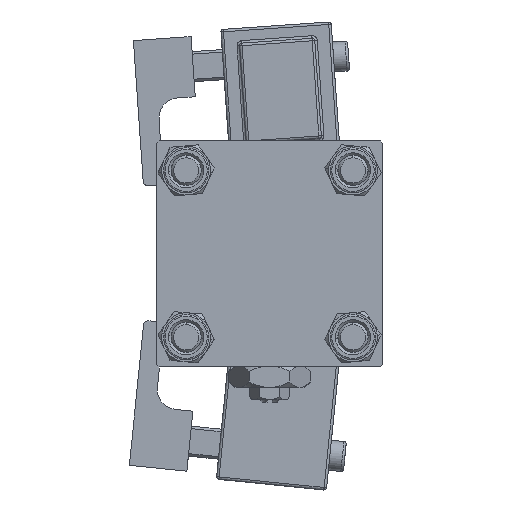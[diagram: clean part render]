
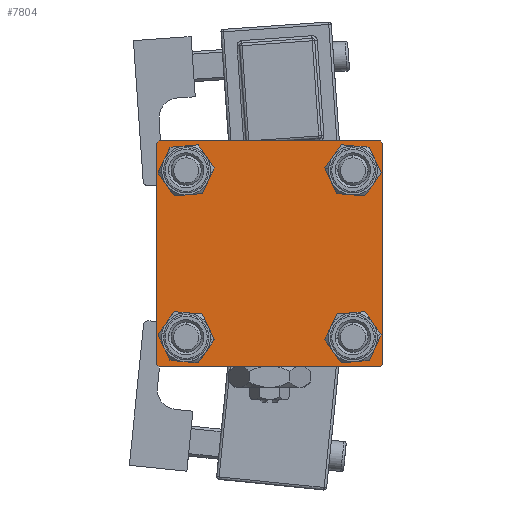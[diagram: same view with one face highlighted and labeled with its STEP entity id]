
A CAD part, left-side view. The second image highlights one B-rep face of the part: STEP entity #7804.
In plain terms, the highlighted planar face has unit normal (-1, 0, 0).
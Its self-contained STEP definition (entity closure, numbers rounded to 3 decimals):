
#26 = ORIENTED_EDGE ( 'NONE', *, *, #14769, .T. ) ;
#478 = VERTEX_POINT ( 'NONE', #26734 ) ;
#858 = LINE ( 'NONE', #48718, #44196 ) ;
#1182 = DIRECTION ( 'NONE',  ( 1., 0., 0. ) ) ;
#1183 = CIRCLE ( 'NONE', #51887, 3.5 ) ;
#1232 = FACE_BOUND ( 'NONE', #26028, .T. ) ;
#1416 = EDGE_CURVE ( 'NONE', #12298, #47079, #25877, .T. ) ;
#2131 = CARTESIAN_POINT ( 'NONE',  ( 0., -16.6, -20.1 ) ) ;
#2458 = CIRCLE ( 'NONE', #8640, 3.5 ) ;
#2709 = DIRECTION ( 'NONE',  ( 1., 0., 0. ) ) ;
#2784 = DIRECTION ( 'NONE',  ( 1., 0., 0. ) ) ;
#4548 = DIRECTION ( 'NONE',  ( 0., 0.707, 0.707 ) ) ;
#5187 = EDGE_CURVE ( 'NONE', #12298, #15362, #57195, .T. ) ;
#5329 = EDGE_CURVE ( 'NONE', #61843, #51447, #1183, .T. ) ;
#7220 = DIRECTION ( 'NONE',  ( 0., 0., 1. ) ) ;
#7804 = ADVANCED_FACE ( 'NONE', ( #44570, #1232, #58786, #39730, #49750 ), #40047, .T. ) ;
#7957 = EDGE_CURVE ( 'NONE', #39793, #10967, #36758, .T. ) ;
#7995 = ORIENTED_EDGE ( 'NONE', *, *, #61372, .T. ) ;
#8640 = AXIS2_PLACEMENT_3D ( 'NONE', #40868, #41488, #16588 ) ;
#9355 = ORIENTED_EDGE ( 'NONE', *, *, #18372, .T. ) ;
#9423 = DIRECTION ( 'NONE',  ( 0., 0., 1. ) ) ;
#9914 = DIRECTION ( 'NONE',  ( 0., -0.707, 0.707 ) ) ;
#10128 = EDGE_CURVE ( 'NONE', #30124, #62653, #59174, .T. ) ;
#10635 = AXIS2_PLACEMENT_3D ( 'NONE', #17256, #31179, #46369 ) ;
#10967 = VERTEX_POINT ( 'NONE', #19956 ) ;
#11249 = CARTESIAN_POINT ( 'NONE',  ( 0., -22.5, 22.5 ) ) ;
#11453 = EDGE_CURVE ( 'NONE', #45849, #46356, #2458, .T. ) ;
#11589 = VECTOR ( 'NONE', #55548, 1000. ) ;
#11789 = VECTOR ( 'NONE', #31551, 1000. ) ;
#11837 = CARTESIAN_POINT ( 'NONE',  ( 0., 22.5, -22.5 ) ) ;
#12298 = VERTEX_POINT ( 'NONE', #37594 ) ;
#12527 = ORIENTED_EDGE ( 'NONE', *, *, #11453, .T. ) ;
#12856 = VECTOR ( 'NONE', #31497, 1000. ) ;
#13028 = EDGE_CURVE ( 'NONE', #51447, #61843, #31886, .T. ) ;
#14267 = CARTESIAN_POINT ( 'NONE',  ( 0., 16.6, -16.6 ) ) ;
#14769 = EDGE_CURVE ( 'NONE', #62653, #30124, #36289, .T. ) ;
#15362 = VERTEX_POINT ( 'NONE', #55464 ) ;
#16588 = DIRECTION ( 'NONE',  ( 0., 0., 1. ) ) ;
#16618 = VECTOR ( 'NONE', #21049, 1000. ) ;
#16806 = CIRCLE ( 'NONE', #39544, 3.5 ) ;
#16924 = EDGE_CURVE ( 'NONE', #46356, #45849, #50855, .T. ) ;
#17256 = CARTESIAN_POINT ( 'NONE',  ( 0., 16.6, 16.6 ) ) ;
#17358 = VECTOR ( 'NONE', #31595, 1000. ) ;
#17438 = CARTESIAN_POINT ( 'NONE',  ( 0., 22.5, 22.5 ) ) ;
#17554 = CARTESIAN_POINT ( 'NONE',  ( 0., -16.6, 16.6 ) ) ;
#17890 = EDGE_LOOP ( 'NONE', ( #7995, #18695, #62202, #32274, #31770, #19164, #19115, #52840 ) ) ;
#18372 = EDGE_CURVE ( 'NONE', #478, #59078, #16806, .T. ) ;
#18695 = ORIENTED_EDGE ( 'NONE', *, *, #7957, .T. ) ;
#18802 = AXIS2_PLACEMENT_3D ( 'NONE', #14267, #58875, #9423 ) ;
#19115 = ORIENTED_EDGE ( 'NONE', *, *, #5187, .F. ) ;
#19164 = ORIENTED_EDGE ( 'NONE', *, *, #38382, .T. ) ;
#19956 = CARTESIAN_POINT ( 'NONE',  ( 0., 22., -22.5 ) ) ;
#20008 = CARTESIAN_POINT ( 'NONE',  ( 0., 0., 0. ) ) ;
#20527 = CARTESIAN_POINT ( 'NONE',  ( 0., -22.5, 22. ) ) ;
#21049 = DIRECTION ( 'NONE',  ( 0., 0.707, -0.707 ) ) ;
#21324 = ORIENTED_EDGE ( 'NONE', *, *, #16924, .T. ) ;
#22181 = EDGE_CURVE ( 'NONE', #10967, #26931, #36394, .T. ) ;
#22494 = CARTESIAN_POINT ( 'NONE',  ( 0., -16.6, -16.6 ) ) ;
#22975 = EDGE_CURVE ( 'NONE', #59078, #478, #56052, .T. ) ;
#23603 = VERTEX_POINT ( 'NONE', #30473 ) ;
#25163 = DIRECTION ( 'NONE',  ( -1., 0., 0. ) ) ;
#25470 = CARTESIAN_POINT ( 'NONE',  ( 0., -22., -22.5 ) ) ;
#25877 = LINE ( 'NONE', #45310, #16618 ) ;
#26028 = EDGE_LOOP ( 'NONE', ( #9355, #36833 ) ) ;
#26280 = CARTESIAN_POINT ( 'NONE',  ( 0., -16.6, 13.1 ) ) ;
#26734 = CARTESIAN_POINT ( 'NONE',  ( 0., -16.6, -13.1 ) ) ;
#26760 = CARTESIAN_POINT ( 'NONE',  ( 0., 16.6, -13.1 ) ) ;
#26931 = VERTEX_POINT ( 'NONE', #25470 ) ;
#27509 = DIRECTION ( 'NONE',  ( 1., 0., 0. ) ) ;
#29800 = EDGE_LOOP ( 'NONE', ( #12527, #21324 ) ) ;
#30124 = VERTEX_POINT ( 'NONE', #47485 ) ;
#30473 = CARTESIAN_POINT ( 'NONE',  ( 0., -22.5, -22. ) ) ;
#31179 = DIRECTION ( 'NONE',  ( 1., 0., 0. ) ) ;
#31497 = DIRECTION ( 'NONE',  ( 0., 0., -1. ) ) ;
#31551 = DIRECTION ( 'NONE',  ( 0., -1., 0. ) ) ;
#31595 = DIRECTION ( 'NONE',  ( 0., 0., -1. ) ) ;
#31744 = VECTOR ( 'NONE', #4548, 1000. ) ;
#31770 = ORIENTED_EDGE ( 'NONE', *, *, #36105, .F. ) ;
#31817 = CARTESIAN_POINT ( 'NONE',  ( 0., 22.5, -22. ) ) ;
#31886 = CIRCLE ( 'NONE', #32893, 3.5 ) ;
#32274 = ORIENTED_EDGE ( 'NONE', *, *, #36230, .T. ) ;
#32893 = AXIS2_PLACEMENT_3D ( 'NONE', #17554, #2709, #7220 ) ;
#33583 = CARTESIAN_POINT ( 'NONE',  ( 0., -16.6, 16.6 ) ) ;
#34606 = CARTESIAN_POINT ( 'NONE',  ( 0., -22.25, 22.25 ) ) ;
#35097 = CARTESIAN_POINT ( 'NONE',  ( 0., 16.6, 20.1 ) ) ;
#35409 = LINE ( 'NONE', #39952, #12856 ) ;
#36105 = EDGE_CURVE ( 'NONE', #42661, #23603, #60699, .T. ) ;
#36230 = EDGE_CURVE ( 'NONE', #26931, #23603, #858, .T. ) ;
#36289 = CIRCLE ( 'NONE', #37294, 3.5 ) ;
#36394 = LINE ( 'NONE', #11837, #11789 ) ;
#36758 = LINE ( 'NONE', #37069, #11589 ) ;
#36833 = ORIENTED_EDGE ( 'NONE', *, *, #22975, .T. ) ;
#37069 = CARTESIAN_POINT ( 'NONE',  ( 0., 22.25, -22.25 ) ) ;
#37294 = AXIS2_PLACEMENT_3D ( 'NONE', #47560, #27509, #61779 ) ;
#37594 = CARTESIAN_POINT ( 'NONE',  ( 0., 22., 22.5 ) ) ;
#38307 = EDGE_LOOP ( 'NONE', ( #63029, #45723 ) ) ;
#38382 = EDGE_CURVE ( 'NONE', #42661, #15362, #45273, .T. ) ;
#39081 = DIRECTION ( 'NONE',  ( 0., 0., 1. ) ) ;
#39544 = AXIS2_PLACEMENT_3D ( 'NONE', #59696, #1182, #50024 ) ;
#39730 = FACE_BOUND ( 'NONE', #54318, .T. ) ;
#39793 = VERTEX_POINT ( 'NONE', #31817 ) ;
#39952 = CARTESIAN_POINT ( 'NONE',  ( 0., 22.5, 22.5 ) ) ;
#40047 = PLANE ( 'NONE',  #58007 ) ;
#40868 = CARTESIAN_POINT ( 'NONE',  ( 0., 16.6, -16.6 ) ) ;
#41488 = DIRECTION ( 'NONE',  ( 1., 0., 0. ) ) ;
#42243 = CARTESIAN_POINT ( 'NONE',  ( 0., 16.6, -20.1 ) ) ;
#42645 = AXIS2_PLACEMENT_3D ( 'NONE', #22494, #2784, #61916 ) ;
#42661 = VERTEX_POINT ( 'NONE', #20527 ) ;
#44196 = VECTOR ( 'NONE', #9914, 1000. ) ;
#44570 = FACE_BOUND ( 'NONE', #38307, .T. ) ;
#45273 = LINE ( 'NONE', #34606, #31744 ) ;
#45310 = CARTESIAN_POINT ( 'NONE',  ( 0., 22.25, 22.25 ) ) ;
#45723 = ORIENTED_EDGE ( 'NONE', *, *, #13028, .T. ) ;
#45849 = VERTEX_POINT ( 'NONE', #26760 ) ;
#46356 = VERTEX_POINT ( 'NONE', #42243 ) ;
#46369 = DIRECTION ( 'NONE',  ( 0., 0., 1. ) ) ;
#47079 = VERTEX_POINT ( 'NONE', #52985 ) ;
#47485 = CARTESIAN_POINT ( 'NONE',  ( 0., 16.6, 13.1 ) ) ;
#47558 = CARTESIAN_POINT ( 'NONE',  ( 0., -16.6, 20.1 ) ) ;
#47560 = CARTESIAN_POINT ( 'NONE',  ( 0., 16.6, 16.6 ) ) ;
#47819 = DIRECTION ( 'NONE',  ( 0., -1., 0. ) ) ;
#48718 = CARTESIAN_POINT ( 'NONE',  ( 0., -22.25, -22.25 ) ) ;
#49750 = FACE_OUTER_BOUND ( 'NONE', #17890, .T. ) ;
#49761 = DIRECTION ( 'NONE',  ( 1., 0., 0. ) ) ;
#50024 = DIRECTION ( 'NONE',  ( 0., 0., 1. ) ) ;
#50855 = CIRCLE ( 'NONE', #18802, 3.5 ) ;
#51447 = VERTEX_POINT ( 'NONE', #26280 ) ;
#51887 = AXIS2_PLACEMENT_3D ( 'NONE', #33583, #49761, #54290 ) ;
#52840 = ORIENTED_EDGE ( 'NONE', *, *, #1416, .T. ) ;
#52985 = CARTESIAN_POINT ( 'NONE',  ( 0., 22.5, 22. ) ) ;
#54290 = DIRECTION ( 'NONE',  ( 0., 0., 1. ) ) ;
#54318 = EDGE_LOOP ( 'NONE', ( #26, #62943 ) ) ;
#54862 = VECTOR ( 'NONE', #47819, 1000. ) ;
#55464 = CARTESIAN_POINT ( 'NONE',  ( 0., -22., 22.5 ) ) ;
#55548 = DIRECTION ( 'NONE',  ( 0., -0.707, -0.707 ) ) ;
#56052 = CIRCLE ( 'NONE', #42645, 3.5 ) ;
#57195 = LINE ( 'NONE', #17438, #54862 ) ;
#58007 = AXIS2_PLACEMENT_3D ( 'NONE', #20008, #25163, #39081 ) ;
#58786 = FACE_BOUND ( 'NONE', #29800, .T. ) ;
#58875 = DIRECTION ( 'NONE',  ( 1., 0., 0. ) ) ;
#59078 = VERTEX_POINT ( 'NONE', #2131 ) ;
#59174 = CIRCLE ( 'NONE', #10635, 3.5 ) ;
#59696 = CARTESIAN_POINT ( 'NONE',  ( 0., -16.6, -16.6 ) ) ;
#60699 = LINE ( 'NONE', #11249, #17358 ) ;
#61372 = EDGE_CURVE ( 'NONE', #47079, #39793, #35409, .T. ) ;
#61779 = DIRECTION ( 'NONE',  ( 0., 0., 1. ) ) ;
#61843 = VERTEX_POINT ( 'NONE', #47558 ) ;
#61916 = DIRECTION ( 'NONE',  ( 0., 0., 1. ) ) ;
#62202 = ORIENTED_EDGE ( 'NONE', *, *, #22181, .T. ) ;
#62653 = VERTEX_POINT ( 'NONE', #35097 ) ;
#62943 = ORIENTED_EDGE ( 'NONE', *, *, #10128, .T. ) ;
#63029 = ORIENTED_EDGE ( 'NONE', *, *, #5329, .T. ) ;
